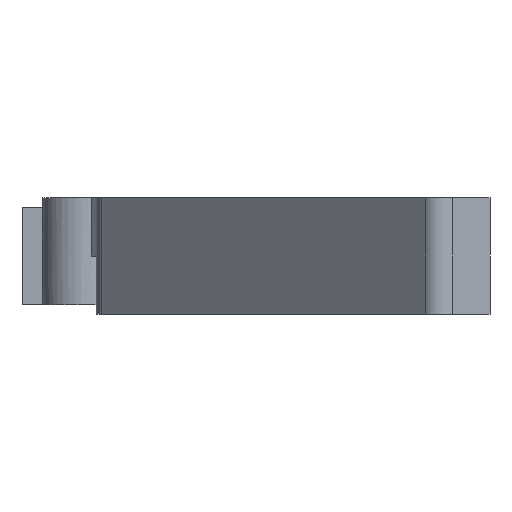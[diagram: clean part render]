
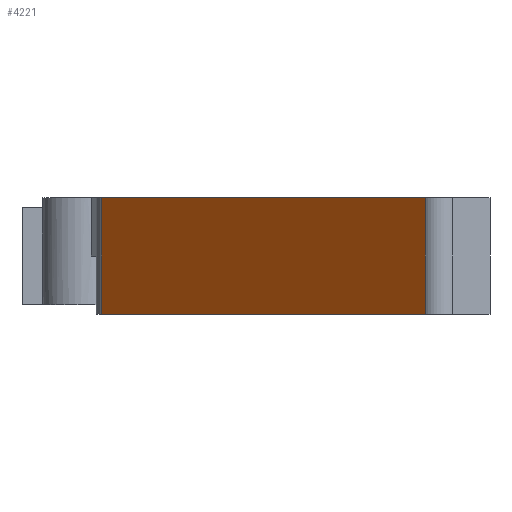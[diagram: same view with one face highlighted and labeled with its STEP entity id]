
A CAD part, left-side view. The second image highlights one B-rep face of the part: STEP entity #4221.
In plain terms, the highlighted planar face has unit normal (-0.707, 0.707, 0).
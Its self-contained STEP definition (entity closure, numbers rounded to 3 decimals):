
#540=DIRECTION('',(0.707,0.707,0.));
#541=VECTOR('',#540,23.55);
#542=CARTESIAN_POINT('',(-26.381,-15.663,3.));
#543=LINE('',#542,#541);
#1431=DIRECTION('',(-0.707,-0.707,0.));
#1432=VECTOR('',#1431,23.55);
#1433=CARTESIAN_POINT('',(-9.729,0.989,-3.));
#1434=LINE('',#1433,#1432);
#1536=DIRECTION('',(0.,0.,-1.));
#1537=VECTOR('',#1536,6.);
#1538=CARTESIAN_POINT('',(-9.729,0.989,3.));
#1539=LINE('',#1538,#1537);
#1540=DIRECTION('',(0.,0.,1.));
#1541=VECTOR('',#1540,6.);
#1542=CARTESIAN_POINT('',(-26.381,-15.663,-3.));
#1543=LINE('',#1542,#1541);
#2480=CARTESIAN_POINT('',(-9.729,0.989,-3.));
#2481=VERTEX_POINT('',#2480);
#2482=CARTESIAN_POINT('',(-26.381,-15.663,-3.));
#2483=VERTEX_POINT('',#2482);
#2839=CARTESIAN_POINT('',(-26.381,-15.663,3.));
#2840=VERTEX_POINT('',#2839);
#2841=CARTESIAN_POINT('',(-9.729,0.989,3.));
#2842=VERTEX_POINT('',#2841);
#4209=CARTESIAN_POINT('',(-18.055,-7.337,0.));
#4210=DIRECTION('',(0.707,-0.707,0.));
#4211=DIRECTION('',(-0.707,-0.707,0.));
#4212=AXIS2_PLACEMENT_3D('',#4209,#4210,#4211);
#4213=PLANE('',#4212);
#4214=ORIENTED_EDGE('',*,*,#4130,.F.);
#4215=ORIENTED_EDGE('',*,*,#4204,.F.);
#4216=ORIENTED_EDGE('',*,*,#3519,.F.);
#4218=ORIENTED_EDGE('',*,*,#4217,.F.);
#4219=EDGE_LOOP('',(#4214,#4215,#4216,#4218));
#4220=FACE_OUTER_BOUND('',#4219,.F.);
#3519=EDGE_CURVE('',#2840,#2842,#543,.T.);
#4130=EDGE_CURVE('',#2481,#2483,#1434,.T.);
#4204=EDGE_CURVE('',#2842,#2481,#1539,.T.);
#4217=EDGE_CURVE('',#2483,#2840,#1543,.T.);
#4221=ADVANCED_FACE('',(#4220),#4213,.F.);
